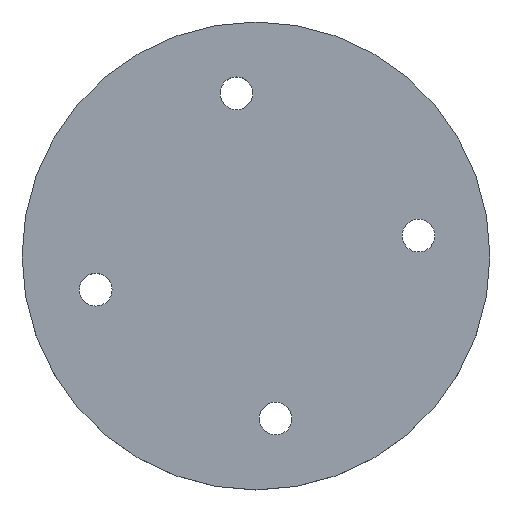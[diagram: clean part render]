
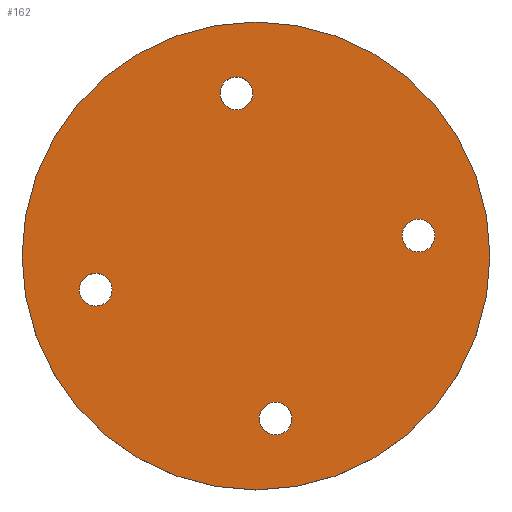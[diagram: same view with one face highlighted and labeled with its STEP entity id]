
A CAD part, top view. The second image highlights one B-rep face of the part: STEP entity #162.
In plain terms, the highlighted planar face has unit normal (0, 0, 1).
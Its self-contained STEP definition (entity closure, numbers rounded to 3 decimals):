
#2 = AXIS2_PLACEMENT_3D ( 'NONE', #171, #273, #98 ) ;
#3 = CARTESIAN_POINT ( 'NONE',  ( -50.718, 156.994, 3. ) ) ;
#4 = FACE_BOUND ( 'NONE', #259, .T. ) ;
#9 = DIRECTION ( 'NONE',  ( 0., 0., 1. ) ) ;
#15 = CARTESIAN_POINT ( 'NONE',  ( -64.882, 169.154, 3. ) ) ;
#20 = VERTEX_POINT ( 'NONE', #255 ) ;
#34 = CARTESIAN_POINT ( 'NONE',  ( -76.909, 152.369, 3. ) ) ;
#35 = EDGE_CURVE ( 'NONE', #48, #57, #132, .T. ) ;
#36 = DIRECTION ( 'NONE',  ( 1., 0., 0. ) ) ;
#37 = FACE_BOUND ( 'NONE', #88, .T. ) ;
#39 = AXIS2_PLACEMENT_3D ( 'NONE', #15, #9, #124 ) ;
#45 = ORIENTED_EDGE ( 'NONE', *, *, #242, .T. ) ;
#46 = DIRECTION ( 'NONE',  ( 1., 0., 0. ) ) ;
#48 = VERTEX_POINT ( 'NONE', #408 ) ;
#49 = CARTESIAN_POINT ( 'NONE',  ( -76.909, 152.369, 3. ) ) ;
#57 = VERTEX_POINT ( 'NONE', #3 ) ;
#60 = FACE_BOUND ( 'NONE', #397, .T. ) ;
#66 = EDGE_LOOP ( 'NONE', ( #385, #45 ) ) ;
#70 = CIRCLE ( 'NONE', #2, 1.4 ) ;
#75 = ORIENTED_EDGE ( 'NONE', *, *, #309, .F. ) ;
#76 = CIRCLE ( 'NONE', #166, 20. ) ;
#80 = DIRECTION ( 'NONE',  ( 1., 0., 0. ) ) ;
#82 = DIRECTION ( 'NONE',  ( 0., 0., 1. ) ) ;
#88 = EDGE_LOOP ( 'NONE', ( #107, #125 ) ) ;
#96 = DIRECTION ( 'NONE',  ( 0., 0., 1. ) ) ;
#98 = DIRECTION ( 'NONE',  ( 1., 0., 0. ) ) ;
#104 = DIRECTION ( 'NONE',  ( 0., 0., 1. ) ) ;
#105 = ORIENTED_EDGE ( 'NONE', *, *, #341, .F. ) ;
#107 = ORIENTED_EDGE ( 'NONE', *, *, #282, .F. ) ;
#108 = AXIS2_PLACEMENT_3D ( 'NONE', #305, #104, #411 ) ;
#114 = EDGE_CURVE ( 'NONE', #200, #279, #388, .T. ) ;
#123 = CARTESIAN_POINT ( 'NONE',  ( -49.318, 156.994, 3. ) ) ;
#124 = DIRECTION ( 'NONE',  ( 1., 0., 0. ) ) ;
#125 = ORIENTED_EDGE ( 'NONE', *, *, #35, .F. ) ;
#132 = CIRCLE ( 'NONE', #208, 1.4 ) ;
#136 = CARTESIAN_POINT ( 'NONE',  ( -66.282, 169.154, 3. ) ) ;
#138 = EDGE_CURVE ( 'NONE', #158, #20, #292, .T. ) ;
#139 = AXIS2_PLACEMENT_3D ( 'NONE', #289, #82, #198 ) ;
#140 = ORIENTED_EDGE ( 'NONE', *, *, #272, .F. ) ;
#148 = CARTESIAN_POINT ( 'NONE',  ( -43.209, 155.254, 3. ) ) ;
#151 = DIRECTION ( 'NONE',  ( 0., 0., 1. ) ) ;
#153 = CARTESIAN_POINT ( 'NONE',  ( -49.318, 156.994, 3. ) ) ;
#158 = VERTEX_POINT ( 'NONE', #369 ) ;
#162 = ADVANCED_FACE ( 'NONE', ( #4, #60, #340, #37, #244 ), #276, .T. ) ;
#166 = AXIS2_PLACEMENT_3D ( 'NONE', #429, #185, #286 ) ;
#171 = CARTESIAN_POINT ( 'NONE',  ( -64.882, 169.154, 3. ) ) ;
#174 = DIRECTION ( 'NONE',  ( 1., 0., 0. ) ) ;
#178 = CIRCLE ( 'NONE', #139, 1.4 ) ;
#179 = VERTEX_POINT ( 'NONE', #136 ) ;
#181 = ORIENTED_EDGE ( 'NONE', *, *, #407, .F. ) ;
#185 = DIRECTION ( 'NONE',  ( 0., 0., 1. ) ) ;
#188 = DIRECTION ( 'NONE',  ( 0., 0., 1. ) ) ;
#198 = DIRECTION ( 'NONE',  ( 1., 0., 0. ) ) ;
#200 = VERTEX_POINT ( 'NONE', #253 ) ;
#202 = DIRECTION ( 'NONE',  ( 0., 0., 1. ) ) ;
#204 = CIRCLE ( 'NONE', #108, 20. ) ;
#208 = AXIS2_PLACEMENT_3D ( 'NONE', #153, #351, #46 ) ;
#211 = DIRECTION ( 'NONE',  ( 0., 0., 1. ) ) ;
#218 = CIRCLE ( 'NONE', #350, 1.4 ) ;
#226 = CARTESIAN_POINT ( 'NONE',  ( -83.209, 155.254, 3. ) ) ;
#242 = EDGE_CURVE ( 'NONE', #252, #311, #76, .T. ) ;
#244 = FACE_BOUND ( 'NONE', #307, .T. ) ;
#246 = CARTESIAN_POINT ( 'NONE',  ( -63.482, 169.154, 3. ) ) ;
#252 = VERTEX_POINT ( 'NONE', #148 ) ;
#253 = CARTESIAN_POINT ( 'NONE',  ( -75.509, 152.369, 3. ) ) ;
#255 = CARTESIAN_POINT ( 'NONE',  ( -60.137, 141.354, 3. ) ) ;
#256 = CARTESIAN_POINT ( 'NONE',  ( -78.309, 152.369, 3. ) ) ;
#259 = EDGE_LOOP ( 'NONE', ( #181, #105 ) ) ;
#272 = EDGE_CURVE ( 'NONE', #279, #200, #414, .T. ) ;
#273 = DIRECTION ( 'NONE',  ( 0., 0., 1. ) ) ;
#276 = PLANE ( 'NONE',  #303 ) ;
#279 = VERTEX_POINT ( 'NONE', #256 ) ;
#282 = EDGE_CURVE ( 'NONE', #57, #48, #218, .T. ) ;
#286 = DIRECTION ( 'NONE',  ( 1., 0., 0. ) ) ;
#289 = CARTESIAN_POINT ( 'NONE',  ( -61.537, 141.354, 3. ) ) ;
#292 = CIRCLE ( 'NONE', #317, 1.4 ) ;
#303 = AXIS2_PLACEMENT_3D ( 'NONE', #413, #211, #174 ) ;
#305 = CARTESIAN_POINT ( 'NONE',  ( -63.209, 155.254, 3. ) ) ;
#307 = EDGE_LOOP ( 'NONE', ( #140, #422 ) ) ;
#309 = EDGE_CURVE ( 'NONE', #20, #158, #178, .T. ) ;
#311 = VERTEX_POINT ( 'NONE', #226 ) ;
#317 = AXIS2_PLACEMENT_3D ( 'NONE', #370, #202, #36 ) ;
#338 = CIRCLE ( 'NONE', #39, 1.4 ) ;
#340 = FACE_OUTER_BOUND ( 'NONE', #66, .T. ) ;
#341 = EDGE_CURVE ( 'NONE', #395, #179, #70, .T. ) ;
#347 = ORIENTED_EDGE ( 'NONE', *, *, #138, .F. ) ;
#350 = AXIS2_PLACEMENT_3D ( 'NONE', #123, #151, #80 ) ;
#351 = DIRECTION ( 'NONE',  ( 0., 0., 1. ) ) ;
#366 = DIRECTION ( 'NONE',  ( 1., 0., 0. ) ) ;
#367 = AXIS2_PLACEMENT_3D ( 'NONE', #34, #96, #366 ) ;
#369 = CARTESIAN_POINT ( 'NONE',  ( -62.937, 141.354, 3. ) ) ;
#370 = CARTESIAN_POINT ( 'NONE',  ( -61.537, 141.354, 3. ) ) ;
#373 = EDGE_CURVE ( 'NONE', #311, #252, #204, .T. ) ;
#384 = AXIS2_PLACEMENT_3D ( 'NONE', #49, #188, #423 ) ;
#385 = ORIENTED_EDGE ( 'NONE', *, *, #373, .T. ) ;
#388 = CIRCLE ( 'NONE', #367, 1.4 ) ;
#395 = VERTEX_POINT ( 'NONE', #246 ) ;
#397 = EDGE_LOOP ( 'NONE', ( #347, #75 ) ) ;
#407 = EDGE_CURVE ( 'NONE', #179, #395, #338, .T. ) ;
#408 = CARTESIAN_POINT ( 'NONE',  ( -47.918, 156.994, 3. ) ) ;
#411 = DIRECTION ( 'NONE',  ( 1., 0., 0. ) ) ;
#413 = CARTESIAN_POINT ( 'NONE',  ( -63.209, 155.254, 3. ) ) ;
#414 = CIRCLE ( 'NONE', #384, 1.4 ) ;
#422 = ORIENTED_EDGE ( 'NONE', *, *, #114, .F. ) ;
#423 = DIRECTION ( 'NONE',  ( 1., 0., 0. ) ) ;
#429 = CARTESIAN_POINT ( 'NONE',  ( -63.209, 155.254, 3. ) ) ;
